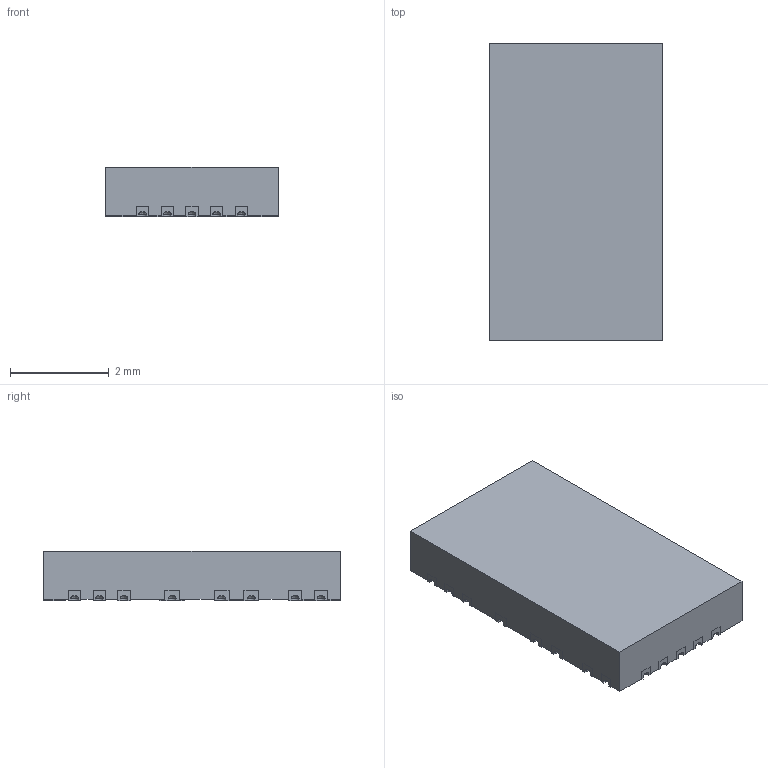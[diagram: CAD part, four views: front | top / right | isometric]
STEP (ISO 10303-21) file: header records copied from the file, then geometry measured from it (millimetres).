
FILE_DESCRIPTION((''),'2;1');
FILE_NAME('VAK0015A_ASM','2024-03-20T09:00:10',('a0412086'),(''),'CREO PARAMETRIC BY PTC INC, 2018500','CREO PARAMETRIC BY PTC INC, 2018500','');
FILE_SCHEMA(('CONFIG_CONTROL_DESIGN','SHAPE_APPEARANCE_LAYERS_GROUPS'));
Length unit declared in the file: millimetre
Products named in the file (3): VAK0015A_FRAME; VAK0015A_MOLD; VAK0015A_ASM
Assembly tree (2 placements, depth 2):
  VAK0015A_ASM
    VAK0015A_FRAME
    VAK0015A_MOLD
Bounding box: 3.5 x 6 x 1 mm (x, y, z)
Volume: 20.6 mm3; surface area: 91.8 mm2
Topology: 16 solids, 16 shells, 428 faces, 1136 edges, 740 vertices
Faces by surface type: plane 304, cylinder 98, bspline 26
Entity records: 17551 total; most frequent: CARTESIAN_POINT 3011, ORIENTED_EDGE 2272, DIRECTION 2172, PRESENTATION_STYLE_ASSIGNMENT 1178, STYLED_ITEM 1152, CURVE_STYLE 1136, EDGE_CURVE 1136, VECTOR 914
